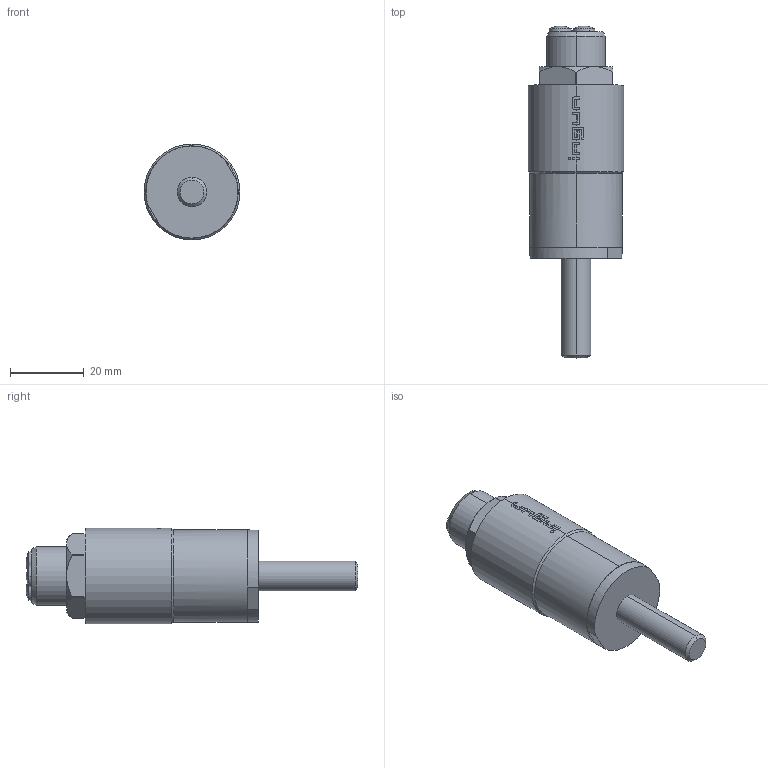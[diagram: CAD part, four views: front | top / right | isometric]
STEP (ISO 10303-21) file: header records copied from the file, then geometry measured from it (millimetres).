
FILE_DESCRIPTION (( 'STEP AP203' ), '1' );
FILE_NAME ('INGUN_HSS-2526.STEP', '2022-02-01T12:46:24', ( 'ochi' ), ( '' ), 'SwSTEP 2.0', 'SolidWorks 2018', '' );
FILE_SCHEMA (( 'CONFIG_CONTROL_DESIGN' ));
Length unit declared in the file: millimetre
Products named in the file (1): INGUN_HSS-2526
Bounding box: 26 x 90 x 26 mm (x, y, z)
Volume: 29052.7 mm3; surface area: 6284.1 mm2
Topology: 1 solids, 1 shells, 129 faces, 348 edges, 226 vertices
Faces by surface type: plane 54, cylinder 28, bspline 22, cone 19, sphere 6
Entity records: 4537 total; most frequent: CARTESIAN_POINT 1374, ORIENTED_EDGE 696, DIRECTION 586, EDGE_CURVE 348, AXIS2_PLACEMENT_3D 234, VERTEX_POINT 226, EDGE_LOOP 134, FACE_OUTER_BOUND 129
